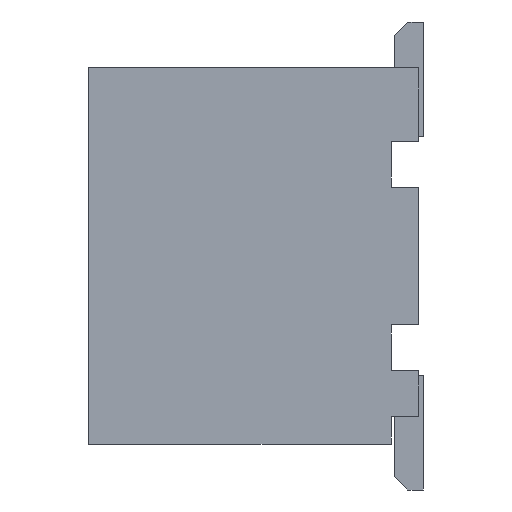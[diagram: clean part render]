
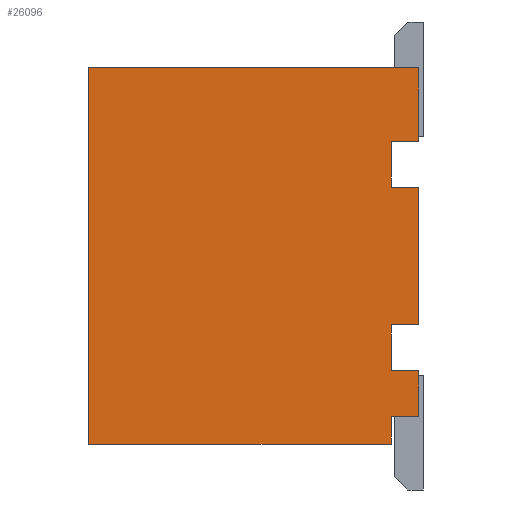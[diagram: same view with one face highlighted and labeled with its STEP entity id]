
A CAD part, left-side view. The second image highlights one B-rep face of the part: STEP entity #26096.
In plain terms, the highlighted planar face has unit normal (-1, 0, 0).
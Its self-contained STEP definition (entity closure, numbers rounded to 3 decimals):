
#1=DIRECTION('',(0.,-1.,0.));
#2=VECTOR('',#1,3.6);
#3=CARTESIAN_POINT('',(-8.9,1.8,2.05));
#4=LINE('',#3,#2);
#5=DIRECTION('',(0.,0.,-1.));
#6=VECTOR('',#5,0.8);
#7=CARTESIAN_POINT('',(-8.9,-1.8,2.05));
#8=LINE('',#7,#6);
#9=DIRECTION('',(0.,1.,0.));
#10=VECTOR('',#9,0.3);
#11=CARTESIAN_POINT('',(-8.9,-1.8,1.25));
#12=LINE('',#11,#10);
#13=DIRECTION('',(0.,0.,-1.));
#14=VECTOR('',#13,0.5);
#15=CARTESIAN_POINT('',(-8.9,-1.5,1.25));
#16=LINE('',#15,#14);
#17=DIRECTION('',(0.,-1.,0.));
#18=VECTOR('',#17,0.3);
#19=CARTESIAN_POINT('',(-8.9,-1.5,0.75));
#20=LINE('',#19,#18);
#21=DIRECTION('',(0.,0.,-1.));
#22=VECTOR('',#21,1.5);
#23=CARTESIAN_POINT('',(-8.9,-1.8,0.75));
#24=LINE('',#23,#22);
#25=DIRECTION('',(0.,1.,0.));
#26=VECTOR('',#25,0.3);
#27=CARTESIAN_POINT('',(-8.9,-1.8,-0.75));
#28=LINE('',#27,#26);
#29=DIRECTION('',(0.,0.,-1.));
#30=VECTOR('',#29,0.5);
#31=CARTESIAN_POINT('',(-8.9,-1.5,-0.75));
#32=LINE('',#31,#30);
#33=DIRECTION('',(0.,-1.,0.));
#34=VECTOR('',#33,0.3);
#35=CARTESIAN_POINT('',(-8.9,-1.5,-1.25));
#36=LINE('',#35,#34);
#37=DIRECTION('',(0.,0.,-1.));
#38=VECTOR('',#37,0.5);
#39=CARTESIAN_POINT('',(-8.9,-1.8,-1.25));
#40=LINE('',#39,#38);
#41=DIRECTION('',(0.,1.,0.));
#42=VECTOR('',#41,0.3);
#43=CARTESIAN_POINT('',(-8.9,-1.8,-1.75));
#44=LINE('',#43,#42);
#45=DIRECTION('',(0.,0.,-1.));
#46=VECTOR('',#45,0.3);
#47=CARTESIAN_POINT('',(-8.9,-1.5,-1.75));
#48=LINE('',#47,#46);
#49=DIRECTION('',(0.,1.,0.));
#50=VECTOR('',#49,3.3);
#51=CARTESIAN_POINT('',(-8.9,-1.5,-2.05));
#52=LINE('',#51,#50);
#53=DIRECTION('',(0.,0.,1.));
#54=VECTOR('',#53,4.1);
#55=CARTESIAN_POINT('',(-8.9,1.8,-2.05));
#56=LINE('',#55,#54);
#19593=CARTESIAN_POINT('',(-8.9,1.8,2.05));
#19594=CARTESIAN_POINT('',(-8.9,-1.8,2.05));
#19595=VERTEX_POINT('',#19593);
#19596=VERTEX_POINT('',#19594);
#19597=CARTESIAN_POINT('',(-8.9,-1.8,1.25));
#19598=VERTEX_POINT('',#19597);
#19599=CARTESIAN_POINT('',(-8.9,-1.5,1.25));
#19600=VERTEX_POINT('',#19599);
#19601=CARTESIAN_POINT('',(-8.9,-1.5,0.75));
#19602=VERTEX_POINT('',#19601);
#19603=CARTESIAN_POINT('',(-8.9,-1.8,0.75));
#19604=VERTEX_POINT('',#19603);
#19605=CARTESIAN_POINT('',(-8.9,-1.8,-0.75));
#19606=VERTEX_POINT('',#19605);
#19607=CARTESIAN_POINT('',(-8.9,-1.5,-0.75));
#19608=VERTEX_POINT('',#19607);
#19609=CARTESIAN_POINT('',(-8.9,-1.5,-1.25));
#19610=VERTEX_POINT('',#19609);
#19611=CARTESIAN_POINT('',(-8.9,-1.8,-1.25));
#19612=VERTEX_POINT('',#19611);
#19613=CARTESIAN_POINT('',(-8.9,-1.8,-1.75));
#19614=VERTEX_POINT('',#19613);
#19615=CARTESIAN_POINT('',(-8.9,-1.5,-1.75));
#19616=VERTEX_POINT('',#19615);
#19617=CARTESIAN_POINT('',(-8.9,-1.5,-2.05));
#19618=VERTEX_POINT('',#19617);
#19619=CARTESIAN_POINT('',(-8.9,1.8,-2.05));
#19620=VERTEX_POINT('',#19619);
#26061=CARTESIAN_POINT('',(-8.9,0.,0.));
#26062=DIRECTION('',(1.,0.,0.));
#26063=DIRECTION('',(0.,0.,-1.));
#26064=AXIS2_PLACEMENT_3D('',#26061,#26062,#26063);
#26065=PLANE('',#26064);
#26067=ORIENTED_EDGE('',*,*,#26066,.T.);
#26069=ORIENTED_EDGE('',*,*,#26068,.T.);
#26071=ORIENTED_EDGE('',*,*,#26070,.T.);
#26073=ORIENTED_EDGE('',*,*,#26072,.T.);
#26075=ORIENTED_EDGE('',*,*,#26074,.T.);
#26077=ORIENTED_EDGE('',*,*,#26076,.T.);
#26079=ORIENTED_EDGE('',*,*,#26078,.T.);
#26081=ORIENTED_EDGE('',*,*,#26080,.T.);
#26083=ORIENTED_EDGE('',*,*,#26082,.T.);
#26085=ORIENTED_EDGE('',*,*,#26084,.T.);
#26087=ORIENTED_EDGE('',*,*,#26086,.T.);
#26089=ORIENTED_EDGE('',*,*,#26088,.T.);
#26091=ORIENTED_EDGE('',*,*,#26090,.T.);
#26093=ORIENTED_EDGE('',*,*,#26092,.T.);
#26094=EDGE_LOOP('',(#26067,#26069,#26071,#26073,#26075,#26077,#26079,#26081,
#26083,#26085,#26087,#26089,#26091,#26093));
#26095=FACE_OUTER_BOUND('',#26094,.F.);
#26096=ADVANCED_FACE('',(#26095),#26065,.F.);
#26066=EDGE_CURVE('',#19595,#19596,#4,.T.);
#26068=EDGE_CURVE('',#19596,#19598,#8,.T.);
#26070=EDGE_CURVE('',#19598,#19600,#12,.T.);
#26072=EDGE_CURVE('',#19600,#19602,#16,.T.);
#26074=EDGE_CURVE('',#19602,#19604,#20,.T.);
#26076=EDGE_CURVE('',#19604,#19606,#24,.T.);
#26078=EDGE_CURVE('',#19606,#19608,#28,.T.);
#26080=EDGE_CURVE('',#19608,#19610,#32,.T.);
#26082=EDGE_CURVE('',#19610,#19612,#36,.T.);
#26084=EDGE_CURVE('',#19612,#19614,#40,.T.);
#26086=EDGE_CURVE('',#19614,#19616,#44,.T.);
#26088=EDGE_CURVE('',#19616,#19618,#48,.T.);
#26090=EDGE_CURVE('',#19618,#19620,#52,.T.);
#26092=EDGE_CURVE('',#19620,#19595,#56,.T.);
